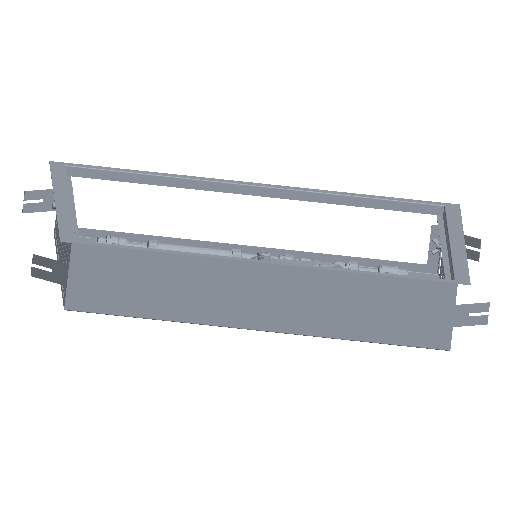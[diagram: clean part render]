
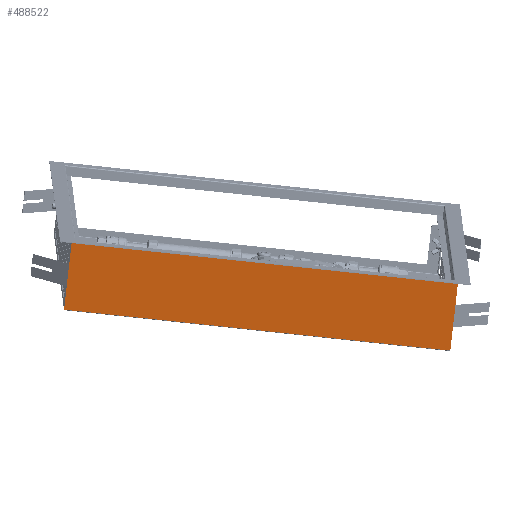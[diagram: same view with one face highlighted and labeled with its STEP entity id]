
A CAD part, top view. The second image highlights one B-rep face of the part: STEP entity #488522.
In plain terms, the highlighted planar face has unit normal (0.024, -0.182, 0.983).
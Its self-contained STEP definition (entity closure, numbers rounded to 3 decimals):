
#488430=CARTESIAN_POINT('Vertex',(-439.846,-114.522,354.264)) ;
#488453=CARTESIAN_POINT('Axis2P3D Location',(146.083,-284.437,308.418)) ;
#488458=CARTESIAN_POINT('Line Origine',(-152.843,-251.786,321.816)) ;
#488462=CARTESIAN_POINT('Vertex',(-451.88,-220.113,335.036)) ;
#488464=CARTESIAN_POINT('Vertex',(146.194,-283.46,308.596)) ;
#488467=CARTESIAN_POINT('Line Origine',(148.255,-265.372,311.89)) ;
#488471=CARTESIAN_POINT('Vertex',(150.317,-247.285,315.184)) ;
#488474=CARTESIAN_POINT('Line Origine',(152.267,-230.175,318.299)) ;
#488478=CARTESIAN_POINT('Vertex',(154.217,-213.066,321.415)) ;
#488481=CARTESIAN_POINT('Line Origine',(156.222,-195.467,324.62)) ;
#488485=CARTESIAN_POINT('Vertex',(158.228,-177.869,327.824)) ;
#488488=CARTESIAN_POINT('Line Origine',(-140.809,-146.195,341.044)) ;
#488493=CARTESIAN_POINT('Line Origine',(-441.851,-132.121,351.059)) ;
#488497=CARTESIAN_POINT('Vertex',(-443.857,-149.719,347.854)) ;
#488500=CARTESIAN_POINT('Line Origine',(-445.807,-166.829,344.739)) ;
#488504=CARTESIAN_POINT('Vertex',(-447.757,-183.938,341.623)) ;
#488507=CARTESIAN_POINT('Line Origine',(-449.818,-202.026,338.329)) ;
#488460=VECTOR('Line Direction',#488459,1.) ;
#488469=VECTOR('Line Direction',#488468,1.) ;
#488476=VECTOR('Line Direction',#488475,1.) ;
#488483=VECTOR('Line Direction',#488482,1.) ;
#488490=VECTOR('Line Direction',#488489,1.) ;
#488495=VECTOR('Line Direction',#488494,1.) ;
#488502=VECTOR('Line Direction',#488501,1.) ;
#488509=VECTOR('Line Direction',#488508,1.) ;
#488454=DIRECTION('Axis2P3D Direction',(-0.024,0.182,-0.983)) ;
#488455=DIRECTION('Axis2P3D XDirection',(-0.993,0.105,0.044)) ;
#488459=DIRECTION('Vector Direction',(-0.993,0.105,0.044)) ;
#488468=DIRECTION('Vector Direction',(0.111,0.978,0.178)) ;
#488475=DIRECTION('Vector Direction',(0.111,0.978,0.178)) ;
#488482=DIRECTION('Vector Direction',(0.111,0.978,0.178)) ;
#488489=DIRECTION('Vector Direction',(0.993,-0.105,-0.044)) ;
#488494=DIRECTION('Vector Direction',(0.111,0.978,0.178)) ;
#488501=DIRECTION('Vector Direction',(0.111,0.978,0.178)) ;
#488508=DIRECTION('Vector Direction',(0.111,0.978,0.178)) ;
#488456=AXIS2_PLACEMENT_3D('Plane Axis2P3D',#488453,#488454,#488455) ;
#488461=LINE('Line',#488458,#488460) ;
#488470=LINE('Line',#488467,#488469) ;
#488477=LINE('Line',#488474,#488476) ;
#488484=LINE('Line',#488481,#488483) ;
#488491=LINE('Line',#488488,#488490) ;
#488496=LINE('Line',#488493,#488495) ;
#488503=LINE('Line',#488500,#488502) ;
#488510=LINE('Line',#488507,#488509) ;
#488457=PLANE('',#488456) ;
#488466=EDGE_CURVE('',#488463,#488465,#488461,.F.) ;
#488473=EDGE_CURVE('',#488472,#488465,#488470,.F.) ;
#488480=EDGE_CURVE('',#488479,#488472,#488477,.F.) ;
#488487=EDGE_CURVE('',#488486,#488479,#488484,.F.) ;
#488492=EDGE_CURVE('',#488431,#488486,#488491,.T.) ;
#488499=EDGE_CURVE('',#488498,#488431,#488496,.T.) ;
#488506=EDGE_CURVE('',#488505,#488498,#488503,.T.) ;
#488511=EDGE_CURVE('',#488463,#488505,#488510,.T.) ;
#488513=ORIENTED_EDGE('',*,*,#488466,.T.) ;
#488514=ORIENTED_EDGE('',*,*,#488473,.F.) ;
#488515=ORIENTED_EDGE('',*,*,#488480,.F.) ;
#488516=ORIENTED_EDGE('',*,*,#488487,.F.) ;
#488517=ORIENTED_EDGE('',*,*,#488492,.F.) ;
#488518=ORIENTED_EDGE('',*,*,#488499,.F.) ;
#488519=ORIENTED_EDGE('',*,*,#488506,.F.) ;
#488520=ORIENTED_EDGE('',*,*,#488511,.F.) ;
#488512=EDGE_LOOP('',(#488513,#488514,#488515,#488516,#488517,#488518,#488519,#488520)) ;
#488431=VERTEX_POINT('',#488430) ;
#488463=VERTEX_POINT('',#488462) ;
#488465=VERTEX_POINT('',#488464) ;
#488472=VERTEX_POINT('',#488471) ;
#488479=VERTEX_POINT('',#488478) ;
#488486=VERTEX_POINT('',#488485) ;
#488498=VERTEX_POINT('',#488497) ;
#488505=VERTEX_POINT('',#488504) ;
#488522=ADVANCED_FACE('PartBody',(#488521),#488457,.F.) ;
#488521=FACE_OUTER_BOUND('',#488512,.T.) ;
